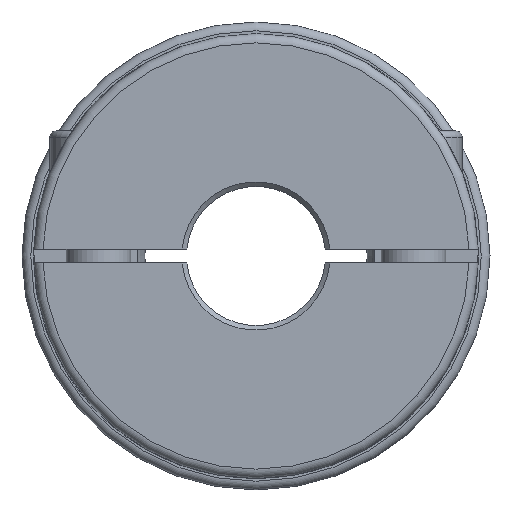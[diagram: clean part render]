
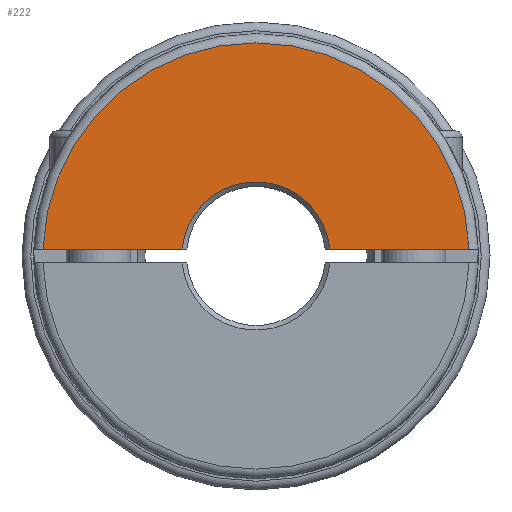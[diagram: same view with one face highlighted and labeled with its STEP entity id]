
A CAD part, left-side view. The second image highlights one B-rep face of the part: STEP entity #222.
In plain terms, the highlighted planar face has unit normal (-1, 0, 0).
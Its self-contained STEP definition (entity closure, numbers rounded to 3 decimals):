
#222 = ADVANCED_FACE( '', ( #620 ), #621, .F. );
#620 = FACE_OUTER_BOUND( '', #1289, .T. );
#621 = PLANE( '', #1290 );
#1289 = EDGE_LOOP( '', ( #1976, #1977, #1978, #1979 ) );
#1290 = AXIS2_PLACEMENT_3D( '', #1980, #1981, #1982 );
#1976 = ORIENTED_EDGE( '', *, *, #3331, .T. );
#1977 = ORIENTED_EDGE( '', *, *, #3332, .T. );
#1978 = ORIENTED_EDGE( '', *, *, #3333, .T. );
#1979 = ORIENTED_EDGE( '', *, *, #3334, .T. );
#1980 = CARTESIAN_POINT( '', ( 0., 0., 11.5 ) );
#1981 = DIRECTION( '', ( 1., 0., 0. ) );
#1982 = DIRECTION( '', ( 0., 0., 1. ) );
#3331 = EDGE_CURVE( '', #3860, #3861, #3862, .T. );
#3332 = EDGE_CURVE( '', #3861, #3863, #3864, .T. );
#3333 = EDGE_CURVE( '', #3863, #3865, #3866, .T. );
#3334 = EDGE_CURVE( '', #3865, #3860, #3867, .T. );
#3860 = VERTEX_POINT( '', #4820 );
#3861 = VERTEX_POINT( '', #4821 );
#3862 = LINE( '', #4822, #4823 );
#3863 = VERTEX_POINT( '', #4824 );
#3864 = CIRCLE( '', #4825, 16. );
#3865 = VERTEX_POINT( '', #4826 );
#3866 = LINE( '', #4827, #4828 );
#3867 = CIRCLE( '', #4829, 46. );
#4820 = CARTESIAN_POINT( '', ( 0., 45.976, 1.5 ) );
#4821 = CARTESIAN_POINT( '', ( 0., 15.93, 1.5 ) );
#4822 = CARTESIAN_POINT( '', ( 0., 0., 1.5 ) );
#4823 = VECTOR( '', #6425, 1000. );
#4824 = CARTESIAN_POINT( '', ( 0., -15.93, 1.5 ) );
#4825 = AXIS2_PLACEMENT_3D( '', #6426, #6427, #6428 );
#4826 = CARTESIAN_POINT( '', ( 0., -45.976, 1.5 ) );
#4827 = CARTESIAN_POINT( '', ( 0., 0., 1.5 ) );
#4828 = VECTOR( '', #6429, 1000. );
#4829 = AXIS2_PLACEMENT_3D( '', #6430, #6431, #6432 );
#6425 = DIRECTION( '', ( 0., -1., 0. ) );
#6426 = CARTESIAN_POINT( '', ( 0., 0., 0. ) );
#6427 = DIRECTION( '', ( 1., 0., 0. ) );
#6428 = DIRECTION( '', ( 0., 1., 0. ) );
#6429 = DIRECTION( '', ( 0., -1., 0. ) );
#6430 = CARTESIAN_POINT( '', ( 0., 0., 0. ) );
#6431 = DIRECTION( '', ( -1., 0., 0. ) );
#6432 = DIRECTION( '', ( 0., 0., 1. ) );
